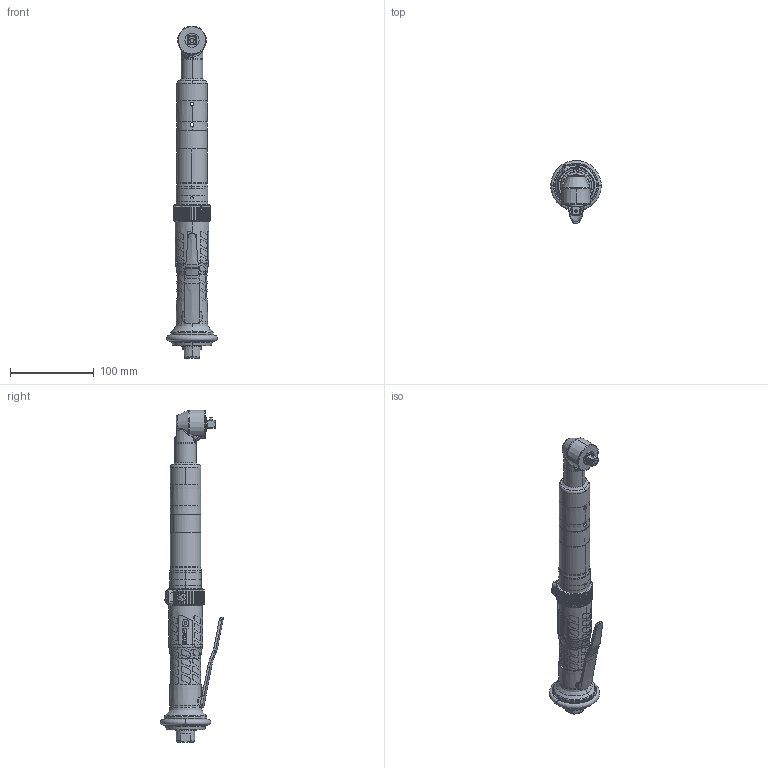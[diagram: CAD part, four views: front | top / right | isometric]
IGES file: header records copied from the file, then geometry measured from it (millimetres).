
Start section:  PTC IGES file: 34raa37ax3_sw.igs
Global section: file name: 34raa37ax3_sw.igs; native system: Pro/ENGINEER by Parametric Technology Corporation; preprocessor: 2002310; author: SmithS; organization: Unknown; date: 051219.083139; units: inch
Bounding box: 60.45 x 75.56 x 397.26 mm (x, y, z)
Surface area: 85249.4 mm2 (no closed solid volume)
Topology: 0 solids, 0 shells, 694 faces, 3766 edges, 3762 vertices
Faces by surface type: revolution 380, bspline 236, extrusion 78
